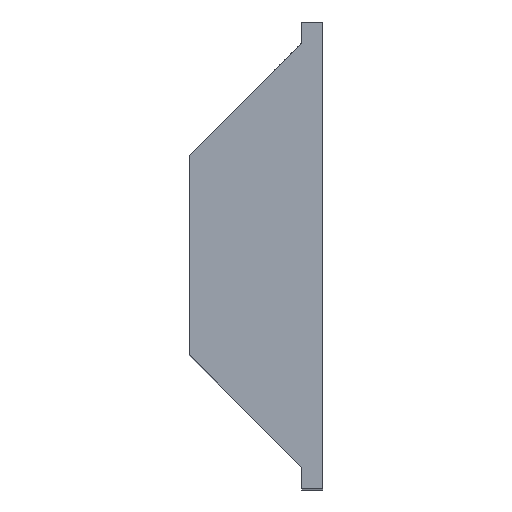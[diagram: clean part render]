
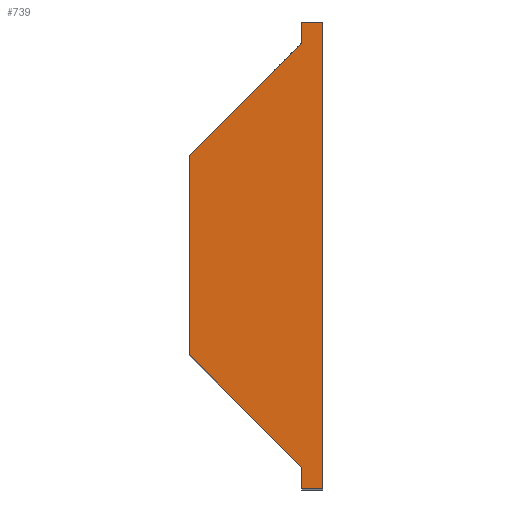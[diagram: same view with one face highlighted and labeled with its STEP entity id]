
A CAD part, top view. The second image highlights one B-rep face of the part: STEP entity #739.
In plain terms, the highlighted planar face has unit normal (0, 0, 1).
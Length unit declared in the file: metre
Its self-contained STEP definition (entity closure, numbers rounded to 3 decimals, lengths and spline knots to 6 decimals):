
#39=LINE('',#1127,#81);
#44=LINE('',#1137,#86);
#52=LINE('',#1154,#94);
#53=LINE('',#1156,#95);
#54=LINE('',#1158,#96);
#55=LINE('',#1160,#97);
#56=LINE('',#1161,#98);
#57=LINE('',#1162,#99);
#81=VECTOR('',#896,1.);
#86=VECTOR('',#905,1.);
#94=VECTOR('',#917,1.);
#95=VECTOR('',#920,1.);
#96=VECTOR('',#921,1.);
#97=VECTOR('',#922,1.);
#98=VECTOR('',#923,1.);
#99=VECTOR('',#924,1.);
#125=PLANE('',#798);
#159=ORIENTED_EDGE('',*,*,#345,.F.);
#160=ORIENTED_EDGE('',*,*,#344,.F.);
#161=ORIENTED_EDGE('',*,*,#346,.F.);
#162=ORIENTED_EDGE('',*,*,#347,.T.);
#163=ORIENTED_EDGE('',*,*,#336,.T.);
#164=ORIENTED_EDGE('',*,*,#348,.F.);
#165=ORIENTED_EDGE('',*,*,#331,.T.);
#166=ORIENTED_EDGE('',*,*,#349,.T.);
#331=EDGE_CURVE('',#424,#426,#39,.T.);
#336=EDGE_CURVE('',#430,#429,#44,.T.);
#344=EDGE_CURVE('',#436,#435,#52,.T.);
#345=EDGE_CURVE('',#435,#437,#53,.T.);
#346=EDGE_CURVE('',#438,#436,#54,.T.);
#347=EDGE_CURVE('',#438,#430,#55,.T.);
#348=EDGE_CURVE('',#424,#429,#56,.T.);
#349=EDGE_CURVE('',#426,#437,#57,.T.);
#424=VERTEX_POINT('',#1122);
#426=VERTEX_POINT('',#1126);
#429=VERTEX_POINT('',#1136);
#430=VERTEX_POINT('',#1138);
#435=VERTEX_POINT('',#1151);
#436=VERTEX_POINT('',#1153);
#437=VERTEX_POINT('',#1157);
#438=VERTEX_POINT('',#1159);
#547=EDGE_LOOP('',(#159,#160,#161,#162,#163,#164,#165,#166));
#635=FACE_BOUND('',#547,.T.);
#739=ADVANCED_FACE('',(#635),#125,.T.);
#798=AXIS2_PLACEMENT_3D('',#1155,#918,#919);
#896=DIRECTION('',(-1.,0.,0.));
#905=DIRECTION('',(1.,0.,0.));
#917=DIRECTION('',(0.,1.,0.));
#918=DIRECTION('',(0.,0.,1.));
#919=DIRECTION('',(0.,1.,0.));
#920=DIRECTION('',(0.707,0.707,0.));
#921=DIRECTION('',(-0.707,0.707,0.));
#922=DIRECTION('',(0.,-1.,0.));
#923=DIRECTION('',(0.,-1.,0.));
#924=DIRECTION('',(0.,-1.,0.));
#1122=CARTESIAN_POINT('',(-0.055016,0.04,0.023916));
#1126=CARTESIAN_POINT('',(-0.060016,0.04,0.023916));
#1127=CARTESIAN_POINT('',(-0.055016,0.04,0.023916));
#1136=CARTESIAN_POINT('',(-0.055016,-0.07,0.023916));
#1137=CARTESIAN_POINT('',(-0.055016,-0.07,0.023916));
#1138=CARTESIAN_POINT('',(-0.060016,-0.07,0.023916));
#1151=CARTESIAN_POINT('',(-0.086516,0.0085,0.023916));
#1153=CARTESIAN_POINT('',(-0.086516,-0.0385,0.023916));
#1154=CARTESIAN_POINT('',(-0.086516,-0.0275,0.023916));
#1155=CARTESIAN_POINT('',(-0.055016,-0.07,0.023916));
#1156=CARTESIAN_POINT('',(-0.091266,0.00375,0.023916));
#1157=CARTESIAN_POINT('',(-0.060016,0.035,0.023916));
#1158=CARTESIAN_POINT('',(-0.063766,-0.06125,0.023916));
#1159=CARTESIAN_POINT('',(-0.060016,-0.065,0.023916));
#1160=CARTESIAN_POINT('',(-0.060016,-0.0425,0.023916));
#1161=CARTESIAN_POINT('',(-0.055016,-0.0425,0.023916));
#1162=CARTESIAN_POINT('',(-0.060016,-0.0425,0.023916));
